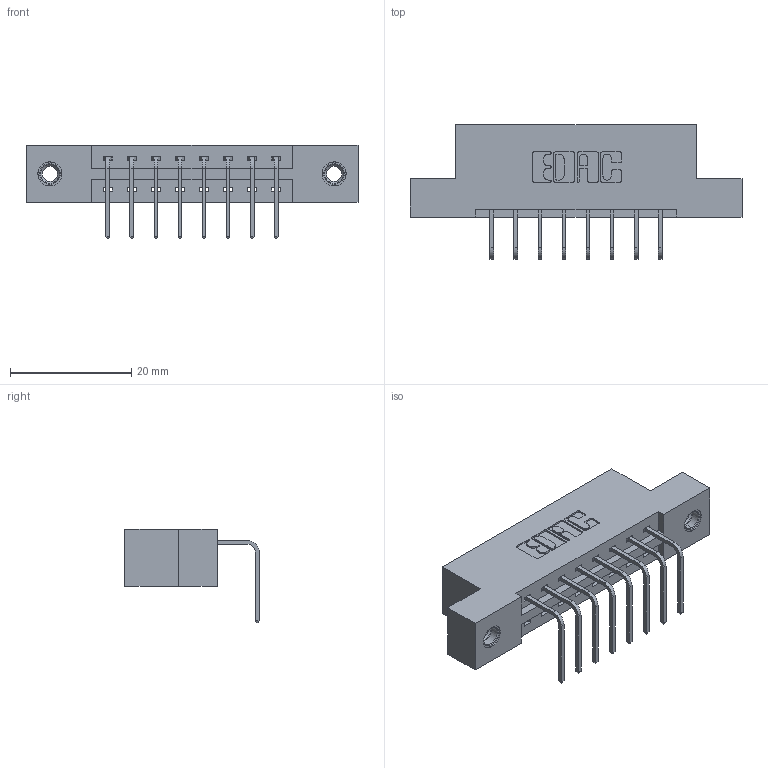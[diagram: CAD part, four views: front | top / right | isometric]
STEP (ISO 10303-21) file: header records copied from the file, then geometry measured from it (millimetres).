
FILE_DESCRIPTION (( 'STEP AP203' ), '1' );
FILE_NAME ('387-008-558-107.STEP', '2018-09-10T04:50:31', ( '' ), ( '' ), 'SwSTEP 2.0', 'SolidWorks 2016', '' );
FILE_SCHEMA (( 'CONFIG_CONTROL_DESIGN' ));
Length unit declared in the file: inch
Products named in the file (4): 345-250-001_345-250-005-103; 387-008-558-107; 337 Part_Flush Mounting Lugs - 0.156 Dia-TI; 345-292-001_558 Tail - 2
Assembly tree (11 placements, depth 2):
  387-008-558-107
    337 Part_Flush Mounting Lugs - 0.156 Dia-TI
    345-292-001_558 Tail - 2  x8
    345-250-001_345-250-005-103  x2
Bounding box: 54.71 x 22.17 x 15.37 mm (x, y, z)
Volume: 5274 mm3; surface area: 5466 mm2
Topology: 11 solids, 11 shells, 686 faces, 1999 edges, 1314 vertices
Faces by surface type: plane 486, cylinder 184, cone 12, torus 4
Entity records: 11614 total; most frequent: CARTESIAN_POINT 2001, ORIENTED_EDGE 1938, DIRECTION 1787, EDGE_CURVE 969, LINE 821, VECTOR 821, VERTEX_POINT 640, AXIS2_PLACEMENT_3D 483
